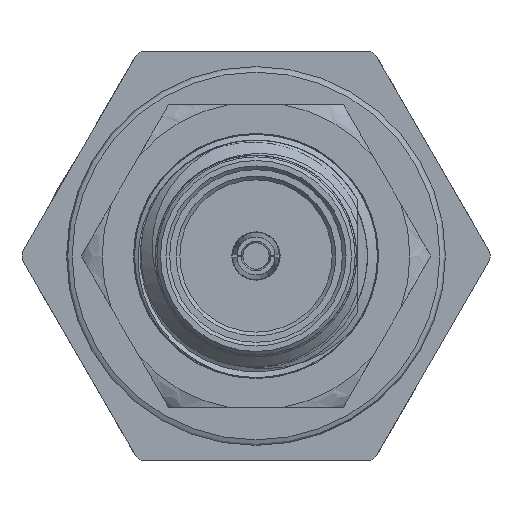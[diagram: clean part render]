
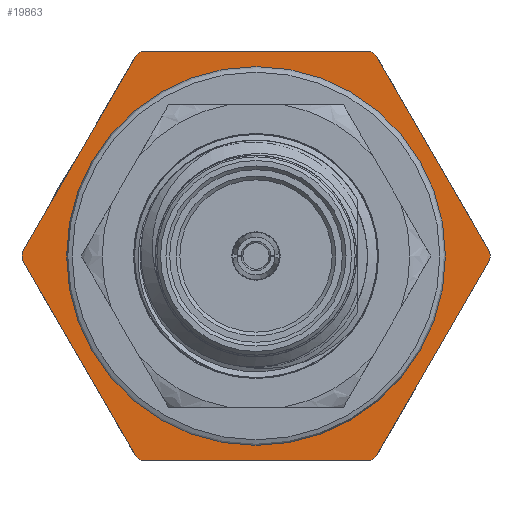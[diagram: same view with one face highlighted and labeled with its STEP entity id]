
A CAD part, front view. The second image highlights one B-rep face of the part: STEP entity #19863.
In plain terms, the highlighted face is planar.
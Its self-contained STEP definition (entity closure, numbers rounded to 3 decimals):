
#1017=LINE('',#38016,#2277);
#1018=LINE('',#38021,#2278);
#1019=LINE('',#38025,#2279);
#1020=LINE('',#38029,#2280);
#1021=LINE('',#38033,#2281);
#1022=LINE('',#38037,#2282);
#2277=VECTOR('',#24226,1000.);
#2278=VECTOR('',#24229,1000.);
#2279=VECTOR('',#24232,1000.);
#2280=VECTOR('',#24235,1000.);
#2281=VECTOR('',#24238,1000.);
#2282=VECTOR('',#24241,1000.);
#3610=PLANE('',#21451);
#4148=ORIENTED_EDGE('',*,*,#10250,.T.);
#4149=ORIENTED_EDGE('',*,*,#10251,.F.);
#4150=ORIENTED_EDGE('',*,*,#10252,.T.);
#4151=ORIENTED_EDGE('',*,*,#10253,.F.);
#4152=ORIENTED_EDGE('',*,*,#10254,.T.);
#4153=ORIENTED_EDGE('',*,*,#10255,.F.);
#4154=ORIENTED_EDGE('',*,*,#10256,.T.);
#4155=ORIENTED_EDGE('',*,*,#10257,.F.);
#4156=ORIENTED_EDGE('',*,*,#10258,.T.);
#4157=ORIENTED_EDGE('',*,*,#10259,.F.);
#4158=ORIENTED_EDGE('',*,*,#10260,.T.);
#4159=ORIENTED_EDGE('',*,*,#10261,.F.);
#4160=ORIENTED_EDGE('',*,*,#10262,.T.);
#10250=EDGE_CURVE('',#13292,#13292,#15048,.T.);
#10251=EDGE_CURVE('',#13293,#13294,#1017,.T.);
#10252=EDGE_CURVE('',#13293,#13295,#15049,.F.);
#10253=EDGE_CURVE('',#13296,#13295,#1018,.T.);
#10254=EDGE_CURVE('',#13296,#13297,#15050,.F.);
#10255=EDGE_CURVE('',#13298,#13297,#1019,.T.);
#10256=EDGE_CURVE('',#13298,#13299,#15051,.F.);
#10257=EDGE_CURVE('',#13300,#13299,#1020,.T.);
#10258=EDGE_CURVE('',#13300,#13301,#15052,.F.);
#10259=EDGE_CURVE('',#13302,#13301,#1021,.T.);
#10260=EDGE_CURVE('',#13302,#13303,#15053,.F.);
#10261=EDGE_CURVE('',#13304,#13303,#1022,.T.);
#10262=EDGE_CURVE('',#13304,#13294,#15054,.F.);
#13292=VERTEX_POINT('',#38015);
#13293=VERTEX_POINT('',#38017);
#13294=VERTEX_POINT('',#38018);
#13295=VERTEX_POINT('',#38020);
#13296=VERTEX_POINT('',#38022);
#13297=VERTEX_POINT('',#38024);
#13298=VERTEX_POINT('',#38026);
#13299=VERTEX_POINT('',#38028);
#13300=VERTEX_POINT('',#38030);
#13301=VERTEX_POINT('',#38032);
#13302=VERTEX_POINT('',#38034);
#13303=VERTEX_POINT('',#38036);
#13304=VERTEX_POINT('',#38038);
#15048=CIRCLE('',#21452,4.9);
#15049=CIRCLE('',#21453,6.3);
#15050=CIRCLE('',#21454,6.3);
#15051=CIRCLE('',#21455,6.3);
#15052=CIRCLE('',#21456,6.3);
#15053=CIRCLE('',#21457,6.3);
#15054=CIRCLE('',#21458,6.3);
#16388=EDGE_LOOP('',(#4148));
#16389=EDGE_LOOP('',(#4149,#4150,#4151,#4152,#4153,#4154,#4155,#4156,#4157,
#4158,#4159,#4160));
#17864=FACE_BOUND('',#16388,.T.);
#17865=FACE_BOUND('',#16389,.T.);
#19863=ADVANCED_FACE('',(#17864,#17865),#3610,.F.);
#21451=AXIS2_PLACEMENT_3D('',#38013,#24222,#24223);
#21452=AXIS2_PLACEMENT_3D('',#38014,#24224,#24225);
#21453=AXIS2_PLACEMENT_3D('',#38019,#24227,#24228);
#21454=AXIS2_PLACEMENT_3D('',#38023,#24230,#24231);
#21455=AXIS2_PLACEMENT_3D('',#38027,#24233,#24234);
#21456=AXIS2_PLACEMENT_3D('',#38031,#24236,#24237);
#21457=AXIS2_PLACEMENT_3D('',#38035,#24239,#24240);
#21458=AXIS2_PLACEMENT_3D('',#38039,#24242,#24243);
#24222=DIRECTION('',(-1.,0.,0.));
#24223=DIRECTION('',(0.,0.,1.));
#24224=DIRECTION('',(-1.,0.,0.));
#24225=DIRECTION('',(0.,1.,0.));
#24226=DIRECTION('',(0.,1.,0.));
#24227=DIRECTION('',(-1.,0.,0.));
#24228=DIRECTION('',(0.,0.,1.));
#24229=DIRECTION('',(0.,0.5,0.866));
#24230=DIRECTION('',(-1.,0.,0.));
#24231=DIRECTION('',(0.,0.,1.));
#24232=DIRECTION('',(0.,-0.5,0.866));
#24233=DIRECTION('',(-1.,0.,0.));
#24234=DIRECTION('',(0.,0.,1.));
#24235=DIRECTION('',(0.,-1.,0.));
#24236=DIRECTION('',(-1.,0.,0.));
#24237=DIRECTION('',(0.,0.,1.));
#24238=DIRECTION('',(0.,-0.5,-0.866));
#24239=DIRECTION('',(-1.,0.,0.));
#24240=DIRECTION('',(0.,0.,1.));
#24241=DIRECTION('',(0.,0.5,-0.866));
#24242=DIRECTION('',(-1.,0.,0.));
#24243=DIRECTION('',(0.,0.,1.));
#38013=CARTESIAN_POINT('',(0.,0.,0.));
#38014=CARTESIAN_POINT('',(0.,0.,0.));
#38015=CARTESIAN_POINT('',(0.,4.9,0.));
#38016=CARTESIAN_POINT('',(0.,-3.175,5.5));
#38017=CARTESIAN_POINT('',(0.,-3.072,5.5));
#38018=CARTESIAN_POINT('',(0.,3.072,5.5));
#38019=CARTESIAN_POINT('',(0.,0.,0.));
#38020=CARTESIAN_POINT('',(0.,-3.227,5.411));
#38021=CARTESIAN_POINT('',(0.,-6.351,0.));
#38022=CARTESIAN_POINT('',(0.,-6.299,0.089));
#38023=CARTESIAN_POINT('',(0.,0.,0.));
#38024=CARTESIAN_POINT('',(0.,-6.299,-0.089));
#38025=CARTESIAN_POINT('',(0.,-3.175,-5.5));
#38026=CARTESIAN_POINT('',(0.,-3.227,-5.411));
#38027=CARTESIAN_POINT('',(0.,0.,0.));
#38028=CARTESIAN_POINT('',(0.,-3.072,-5.5));
#38029=CARTESIAN_POINT('',(0.,3.175,-5.5));
#38030=CARTESIAN_POINT('',(0.,3.072,-5.5));
#38031=CARTESIAN_POINT('',(0.,0.,0.));
#38032=CARTESIAN_POINT('',(0.,3.227,-5.411));
#38033=CARTESIAN_POINT('',(0.,6.351,0.));
#38034=CARTESIAN_POINT('',(0.,6.299,-0.089));
#38035=CARTESIAN_POINT('',(0.,0.,0.));
#38036=CARTESIAN_POINT('',(0.,6.299,0.089));
#38037=CARTESIAN_POINT('',(0.,3.175,5.5));
#38038=CARTESIAN_POINT('',(0.,3.227,5.411));
#38039=CARTESIAN_POINT('',(0.,0.,0.));
